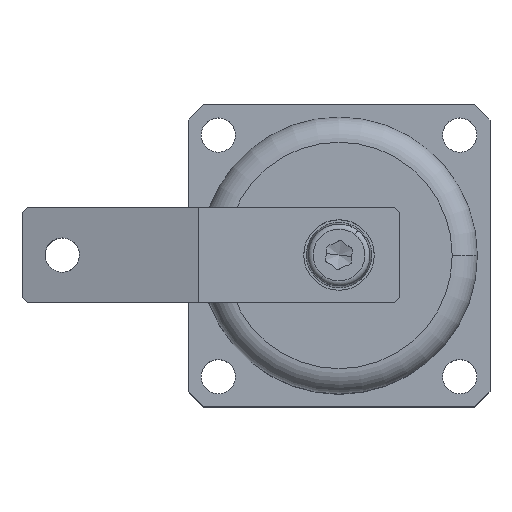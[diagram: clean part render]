
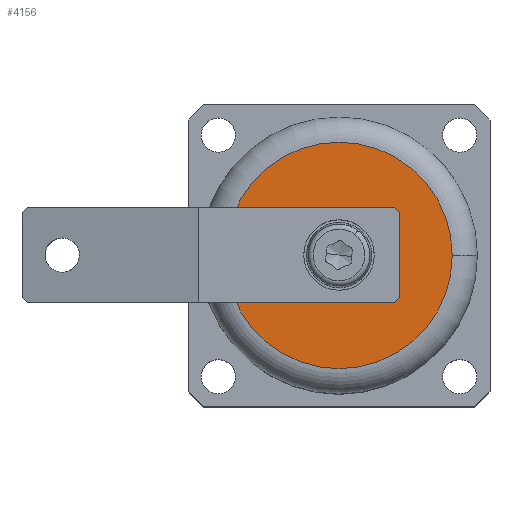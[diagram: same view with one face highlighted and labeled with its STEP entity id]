
A CAD part, top view. The second image highlights one B-rep face of the part: STEP entity #4156.
In plain terms, the highlighted planar face has unit normal (0, 0, 1).
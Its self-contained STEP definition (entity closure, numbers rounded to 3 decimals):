
#340 = AXIS2_PLACEMENT_3D ( 'NONE', #4993, #4992, #4991 ) ;
#374 = AXIS2_PLACEMENT_3D ( 'NONE', #1130, #1129, #1128 ) ;
#774 = CIRCLE ( 'NONE', #5555, 8. ) ;
#779 = CIRCLE ( 'NONE', #5577, 22.5 ) ;
#785 = CIRCLE ( 'NONE', #340, 8. ) ;
#1128 = DIRECTION ( 'NONE',  ( 1., 0., 0. ) ) ;
#1129 = DIRECTION ( 'NONE',  ( 0., 0., 1. ) ) ;
#1130 = CARTESIAN_POINT ( 'NONE',  ( 0., 0., 78. ) ) ;
#2149 = FACE_OUTER_BOUND ( 'NONE', #5188, .T. ) ;
#2158 = FACE_BOUND ( 'NONE', #5190, .T. ) ;
#2250 = EDGE_CURVE ( 'NONE', #5396, #5393, #4521, .T. ) ;
#2827 = ORIENTED_EDGE ( 'NONE', *, *, #3660, .T. ) ;
#2831 = ORIENTED_EDGE ( 'NONE', *, *, #3654, .F. ) ;
#2832 = ORIENTED_EDGE ( 'NONE', *, *, #3664, .F. ) ;
#2905 = DIRECTION ( 'NONE',  ( 1., 0., 0. ) ) ;
#2906 = DIRECTION ( 'NONE',  ( 0., 0., 1. ) ) ;
#2913 = PLANE ( 'NONE',  #5476 ) ;
#2915 = CARTESIAN_POINT ( 'NONE',  ( 0., 0., 78. ) ) ;
#3654 = EDGE_CURVE ( 'NONE', #5398, #5414, #785, .T. ) ;
#3660 = EDGE_CURVE ( 'NONE', #5393, #5396, #779, .T. ) ;
#3664 = EDGE_CURVE ( 'NONE', #5414, #5398, #774, .T. ) ;
#3972 = CARTESIAN_POINT ( 'NONE',  ( -22.5, 0., 78. ) ) ;
#3980 = CARTESIAN_POINT ( 'NONE',  ( 22.5, 0., 78. ) ) ;
#4021 = CARTESIAN_POINT ( 'NONE',  ( -8., 0., 78. ) ) ;
#4038 = CARTESIAN_POINT ( 'NONE',  ( 8., 0., 78. ) ) ;
#4156 = ADVANCED_FACE ( 'NONE', ( #2158, #2149 ), #2913, .T. ) ;
#4521 = CIRCLE ( 'NONE', #374, 22.5 ) ;
#4962 = DIRECTION ( 'NONE',  ( 1., 0., 0. ) ) ;
#4964 = DIRECTION ( 'NONE',  ( 0., 0., 1. ) ) ;
#4965 = CARTESIAN_POINT ( 'NONE',  ( 0., 0., 78. ) ) ;
#4975 = DIRECTION ( 'NONE',  ( 1., 0., 0. ) ) ;
#4976 = DIRECTION ( 'NONE',  ( 0., 0., 1. ) ) ;
#4977 = CARTESIAN_POINT ( 'NONE',  ( 0., 0., 78. ) ) ;
#4991 = DIRECTION ( 'NONE',  ( 1., 0., 0. ) ) ;
#4992 = DIRECTION ( 'NONE',  ( 0., 0., 1. ) ) ;
#4993 = CARTESIAN_POINT ( 'NONE',  ( 0., 0., 78. ) ) ;
#5008 = ORIENTED_EDGE ( 'NONE', *, *, #2250, .T. ) ;
#5188 = EDGE_LOOP ( 'NONE', ( #2827, #5008 ) ) ;
#5190 = EDGE_LOOP ( 'NONE', ( #2831, #2832 ) ) ;
#5393 = VERTEX_POINT ( 'NONE', #3980 ) ;
#5396 = VERTEX_POINT ( 'NONE', #3972 ) ;
#5398 = VERTEX_POINT ( 'NONE', #4038 ) ;
#5414 = VERTEX_POINT ( 'NONE', #4021 ) ;
#5476 = AXIS2_PLACEMENT_3D ( 'NONE', #2915, #2906, #2905 ) ;
#5555 = AXIS2_PLACEMENT_3D ( 'NONE', #4965, #4964, #4962 ) ;
#5577 = AXIS2_PLACEMENT_3D ( 'NONE', #4977, #4976, #4975 ) ;
